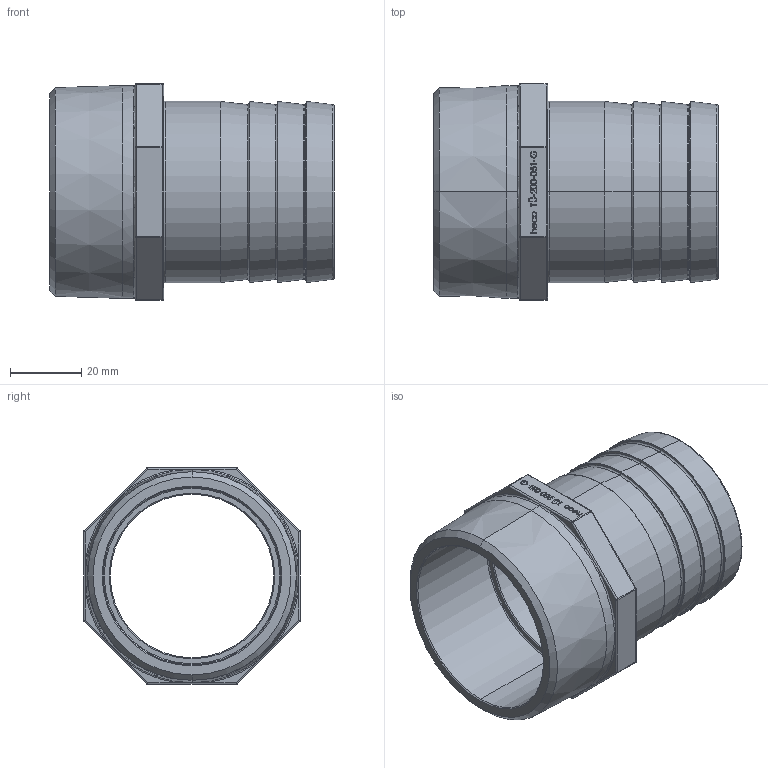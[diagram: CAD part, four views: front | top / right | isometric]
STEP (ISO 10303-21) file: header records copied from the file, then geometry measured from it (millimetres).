
FILE_DESCRIPTION (( 'STEP AP214' ), '1' );
FILE_NAME ('TÜ-200-051-G Tüll.STEP', '2018-05-30T07:24:51', ( '' ), ( '' ), 'SwSTEP 2.0', 'SolidWorks 2016', '' );
FILE_SCHEMA (( 'AUTOMOTIVE_DESIGN' ));
Length unit declared in the file: millimetre
Products named in the file (1): TÜ-200-051-G Tüll
Bounding box: 80 x 61 x 61 mm (x, y, z)
Volume: 45076.7 mm3; surface area: 28086.6 mm2
Topology: 1 solids, 1 shells, 312 faces, 755 edges, 462 vertices
Faces by surface type: bspline 108, plane 104, cylinder 32, torus 26, cone 26, sphere 16
Entity records: 17156 total; most frequent: CARTESIAN_POINT 8576, ORIENTED_EDGE 1494, DIRECTION 1095, EDGE_CURVE 747, VERTEX_POINT 462, VECTOR 373, LINE 373, AXIS2_PLACEMENT_3D 361
